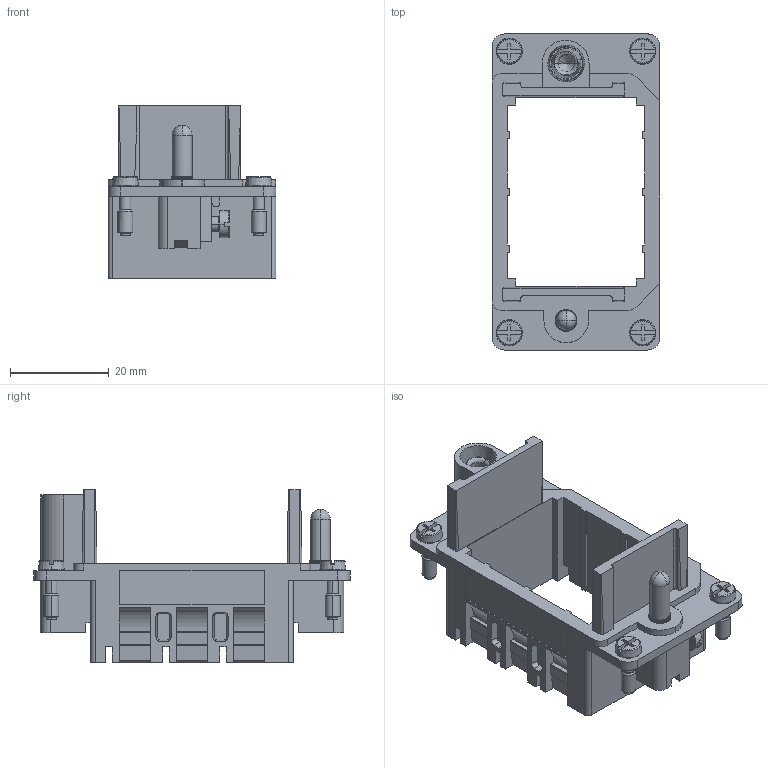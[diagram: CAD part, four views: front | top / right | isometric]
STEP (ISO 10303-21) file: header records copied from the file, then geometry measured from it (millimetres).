
FILE_DESCRIPTION(('CATIA V5 STEP Exchange','CAx-IF Rec.Pracs.--- Model Styling and Organization---1.4--- 2014-01-23'),'2;1');
FILE_NAME ('029423-3_1', '2018-11-12T09:03:37+00:00', ('none'), ('Weidmueller'), 'CATIA Version 5-6 Release 2016 SP3 HF44', 'CATIA V5 STEP AP214', 'none');
FILE_SCHEMA(('AUTOMOTIVE_DESIGN { 1 0 10303 214 1 1 1 1 }'));
Length unit declared in the file: millimetre
Products named in the file (1): _HDC CFM 10 3F 1983860000
Bounding box: 34 x 64 x 35 mm (x, y, z)
Volume: 12337.2 mm3; surface area: 13428.9 mm2
Topology: 1 solids, 1 shells, 804 faces, 2564 edges, 1676 vertices
Faces by surface type: plane 502, cylinder 192, torus 54, cone 52, sphere 4
Entity records: 29661 total; most frequent: CARTESIAN_POINT 6342, ORIENTED_EDGE 5116, DIRECTION 4042, EDGE_CURVE 2558, VECTOR 1791, LINE 1791, VERTEX_POINT 1676, AXIS2_PLACEMENT_3D 1448
